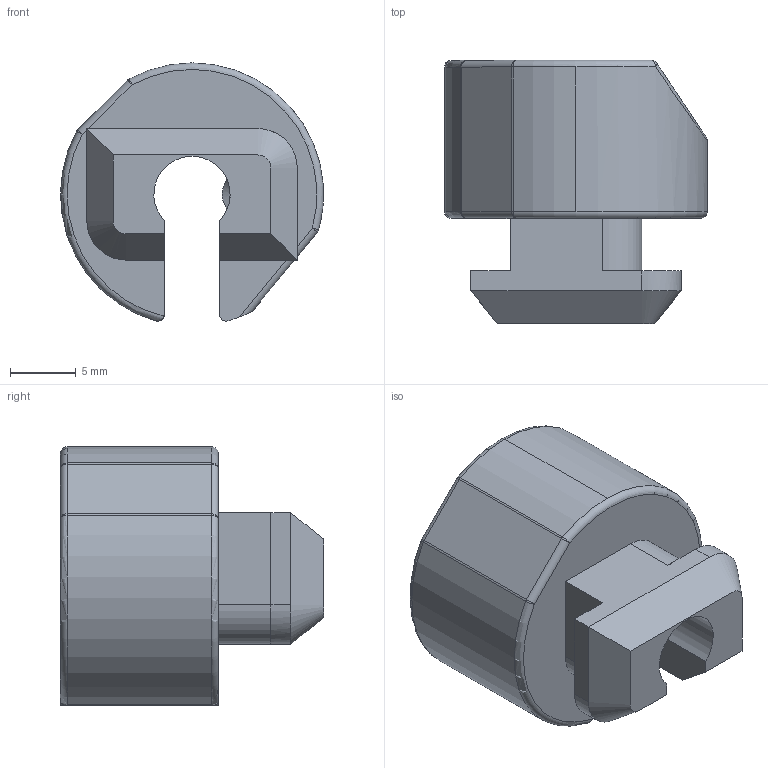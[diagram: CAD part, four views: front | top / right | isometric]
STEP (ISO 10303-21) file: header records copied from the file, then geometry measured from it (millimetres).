
FILE_DESCRIPTION (( 'STEP AP214' ), '1' );
FILE_NAME ('SNSD.30.52.91. Êëèïñà äëÿ ñåòêè êðóãëàÿ, ïàç 10(S33).STEP', '2015-07-28T13:31:40', ( 'user' ), ( '' ), 'SwSTEP 2.0', 'SolidWorks 2014', '' );
FILE_SCHEMA (( 'AUTOMOTIVE_DESIGN' ));
Length unit declared in the file: millimetre
Products named in the file (6): socket set screw cup point_din_DIN 916 - M5 x 6-C; SNSD.30.52.91. Êëèïñà äëÿ ñåòêè êðóãëàÿ,  ïàç 10(S33); 玉蜞眍忸黜 忤眚; socket set screw cup point_din
Assembly tree (3 placements, depth 3):
  SNSD.30.52.91. Êëèïñà äëÿ ñåòêè êðóãëàÿ,  ïàç 10(S33)
  socket set screw cup point_din
  SNSD.30.52.91. Êëèïñà äëÿ ñåòêè êðóãëàÿ,  ïàç 10(S33)
    SNSD.30.52.91. Êëèïñà äëÿ ñåòêè êðóãëàÿ,  ïàç 10(S33)
    玉蜞眍忸黜 忤眚
      socket set screw cup point_din_DIN 916 - M5 x 6-C
Bounding box: 20 x 20 x 19.64 mm (x, y, z)
Volume: 3521.9 mm3; surface area: 2198.6 mm2
Topology: 2 solids, 2 shells, 75 faces, 193 edges, 113 vertices
Faces by surface type: cylinder 25, plane 25, cone 8, sphere 8, bspline 5, torus 4
Entity records: 2711 total; most frequent: CARTESIAN_POINT 752, DIRECTION 385, ORIENTED_EDGE 368, EDGE_CURVE 184, AXIS2_PLACEMENT_3D 141, VERTEX_POINT 113, VECTOR 103, LINE 103
